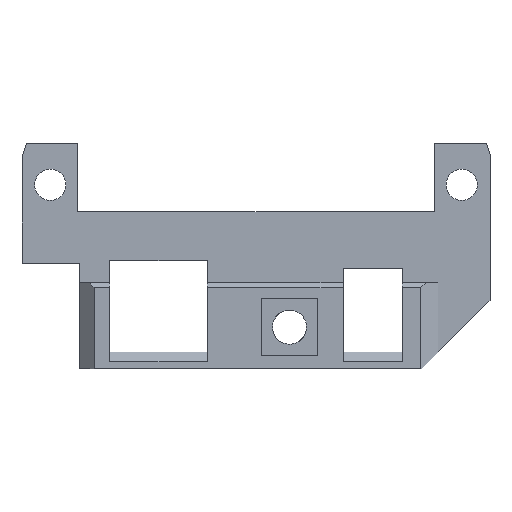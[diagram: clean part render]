
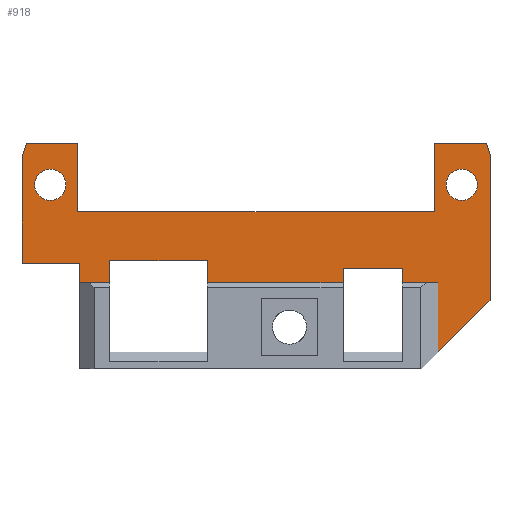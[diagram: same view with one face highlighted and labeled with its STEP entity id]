
A CAD part, top view. The second image highlights one B-rep face of the part: STEP entity #918.
In plain terms, the highlighted planar face has unit normal (0, 0, 1).
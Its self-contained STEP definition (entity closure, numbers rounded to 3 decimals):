
#23=FACE_BOUND('',#94,.T.);
#24=FACE_BOUND('',#95,.T.);
#32=CIRCLE('',#969,1.6);
#33=CIRCLE('',#970,1.6);
#43=FACE_OUTER_BOUND('',#93,.T.);
#93=EDGE_LOOP('',(#682,#683,#684,#685,#686,#687,#688,#689,#690,#691,#692,
#693,#694,#695,#696,#697,#698,#699,#700,#701,#702,#703));
#94=EDGE_LOOP('',(#704));
#95=EDGE_LOOP('',(#705));
#189=LINE('',#1352,#314);
#193=LINE('',#1360,#318);
#195=LINE('',#1364,#320);
#196=LINE('',#1366,#321);
#197=LINE('',#1368,#322);
#198=LINE('',#1370,#323);
#199=LINE('',#1372,#324);
#200=LINE('',#1374,#325);
#201=LINE('',#1376,#326);
#202=LINE('',#1378,#327);
#203=LINE('',#1380,#328);
#204=LINE('',#1382,#329);
#205=LINE('',#1384,#330);
#206=LINE('',#1386,#331);
#207=LINE('',#1388,#332);
#208=LINE('',#1390,#333);
#209=LINE('',#1392,#334);
#210=LINE('',#1394,#335);
#211=LINE('',#1395,#336);
#212=LINE('',#1397,#337);
#213=LINE('',#1399,#338);
#214=LINE('',#1400,#339);
#314=VECTOR('',#1083,10.);
#318=VECTOR('',#1089,10.);
#320=VECTOR('',#1093,1000.);
#321=VECTOR('',#1094,1000.);
#322=VECTOR('',#1095,1000.);
#323=VECTOR('',#1096,1000.);
#324=VECTOR('',#1097,10.);
#325=VECTOR('',#1098,1000.);
#326=VECTOR('',#1099,1000.);
#327=VECTOR('',#1100,1000.);
#328=VECTOR('',#1101,1000.);
#329=VECTOR('',#1102,1000.);
#330=VECTOR('',#1103,1000.);
#331=VECTOR('',#1104,1000.);
#332=VECTOR('',#1105,1000.);
#333=VECTOR('',#1106,10.);
#334=VECTOR('',#1107,1000.);
#335=VECTOR('',#1108,10.);
#336=VECTOR('',#1109,10.);
#337=VECTOR('',#1110,1000.);
#338=VECTOR('',#1111,10.);
#339=VECTOR('',#1112,10.);
#435=VERTEX_POINT('',#1349);
#436=VERTEX_POINT('',#1351);
#438=VERTEX_POINT('',#1357);
#439=VERTEX_POINT('',#1359);
#440=VERTEX_POINT('',#1363);
#441=VERTEX_POINT('',#1365);
#442=VERTEX_POINT('',#1367);
#443=VERTEX_POINT('',#1369);
#444=VERTEX_POINT('',#1371);
#445=VERTEX_POINT('',#1373);
#446=VERTEX_POINT('',#1375);
#447=VERTEX_POINT('',#1377);
#448=VERTEX_POINT('',#1379);
#449=VERTEX_POINT('',#1381);
#450=VERTEX_POINT('',#1383);
#451=VERTEX_POINT('',#1385);
#452=VERTEX_POINT('',#1387);
#453=VERTEX_POINT('',#1389);
#454=VERTEX_POINT('',#1391);
#455=VERTEX_POINT('',#1393);
#456=VERTEX_POINT('',#1396);
#457=VERTEX_POINT('',#1398);
#458=VERTEX_POINT('',#1401);
#459=VERTEX_POINT('',#1403);
#531=EDGE_CURVE('',#435,#436,#189,.T.);
#535=EDGE_CURVE('',#439,#438,#193,.T.);
#537=EDGE_CURVE('',#438,#440,#195,.T.);
#538=EDGE_CURVE('',#440,#441,#196,.T.);
#539=EDGE_CURVE('',#442,#441,#197,.T.);
#540=EDGE_CURVE('',#442,#443,#198,.T.);
#541=EDGE_CURVE('',#444,#443,#199,.F.);
#542=EDGE_CURVE('',#445,#444,#200,.T.);
#543=EDGE_CURVE('',#446,#445,#201,.T.);
#544=EDGE_CURVE('',#447,#446,#202,.T.);
#545=EDGE_CURVE('',#448,#447,#203,.T.);
#546=EDGE_CURVE('',#449,#448,#204,.T.);
#547=EDGE_CURVE('',#450,#449,#205,.T.);
#548=EDGE_CURVE('',#450,#451,#206,.T.);
#549=EDGE_CURVE('',#451,#452,#207,.T.);
#550=EDGE_CURVE('',#452,#453,#208,.T.);
#551=EDGE_CURVE('',#453,#454,#209,.T.);
#552=EDGE_CURVE('',#454,#455,#210,.T.);
#553=EDGE_CURVE('',#455,#436,#211,.T.);
#554=EDGE_CURVE('',#435,#456,#212,.T.);
#555=EDGE_CURVE('',#456,#457,#213,.T.);
#556=EDGE_CURVE('',#457,#439,#214,.T.);
#557=EDGE_CURVE('',#458,#458,#32,.T.);
#558=EDGE_CURVE('',#459,#459,#33,.T.);
#682=ORIENTED_EDGE('',*,*,#535,.T.);
#683=ORIENTED_EDGE('',*,*,#537,.T.);
#684=ORIENTED_EDGE('',*,*,#538,.T.);
#685=ORIENTED_EDGE('',*,*,#539,.F.);
#686=ORIENTED_EDGE('',*,*,#540,.T.);
#687=ORIENTED_EDGE('',*,*,#541,.F.);
#688=ORIENTED_EDGE('',*,*,#542,.F.);
#689=ORIENTED_EDGE('',*,*,#543,.F.);
#690=ORIENTED_EDGE('',*,*,#544,.F.);
#691=ORIENTED_EDGE('',*,*,#545,.F.);
#692=ORIENTED_EDGE('',*,*,#546,.F.);
#693=ORIENTED_EDGE('',*,*,#547,.F.);
#694=ORIENTED_EDGE('',*,*,#548,.T.);
#695=ORIENTED_EDGE('',*,*,#549,.T.);
#696=ORIENTED_EDGE('',*,*,#550,.T.);
#697=ORIENTED_EDGE('',*,*,#551,.T.);
#698=ORIENTED_EDGE('',*,*,#552,.T.);
#699=ORIENTED_EDGE('',*,*,#553,.T.);
#700=ORIENTED_EDGE('',*,*,#531,.F.);
#701=ORIENTED_EDGE('',*,*,#554,.T.);
#702=ORIENTED_EDGE('',*,*,#555,.T.);
#703=ORIENTED_EDGE('',*,*,#556,.T.);
#704=ORIENTED_EDGE('',*,*,#557,.F.);
#705=ORIENTED_EDGE('',*,*,#558,.F.);
#876=PLANE('',#968);
#918=ADVANCED_FACE('',(#43,#23,#24),#876,.F.);
#968=AXIS2_PLACEMENT_3D('',#1362,#1091,#1092);
#969=AXIS2_PLACEMENT_3D('',#1402,#1113,#1114);
#970=AXIS2_PLACEMENT_3D('',#1404,#1115,#1116);
#1083=DIRECTION('',(0.,1.,0.));
#1089=DIRECTION('',(0.,-1.,0.));
#1091=DIRECTION('center_axis',(0.,0.,-1.));
#1092=DIRECTION('ref_axis',(0.,1.,0.));
#1093=DIRECTION('',(1.,0.,0.));
#1094=DIRECTION('',(0.,-1.,0.));
#1095=DIRECTION('',(-0.707,-0.707,0.));
#1096=DIRECTION('',(0.,1.,0.));
#1097=DIRECTION('',(-0.291,0.957,0.));
#1098=DIRECTION('',(1.,0.,0.));
#1099=DIRECTION('',(0.,1.,0.));
#1100=DIRECTION('',(1.,0.,0.));
#1101=DIRECTION('',(0.,-1.,0.));
#1102=DIRECTION('',(1.,0.,0.));
#1103=DIRECTION('',(0.291,0.957,0.));
#1104=DIRECTION('',(0.,-1.,0.));
#1105=DIRECTION('',(1.,0.,0.));
#1106=DIRECTION('',(0.,-1.,0.));
#1107=DIRECTION('',(1.,0.,0.));
#1108=DIRECTION('',(0.,1.,0.));
#1109=DIRECTION('',(1.,0.,0.));
#1110=DIRECTION('',(1.,0.,0.));
#1111=DIRECTION('',(0.,1.,0.));
#1112=DIRECTION('',(1.,0.,0.));
#1113=DIRECTION('center_axis',(0.,0.,
1.));
#1114=DIRECTION('ref_axis',(-1.,0.,0.));
#1115=DIRECTION('center_axis',(0.,0.,
1.));
#1116=DIRECTION('ref_axis',(-1.,0.,0.));
#1349=CARTESIAN_POINT('',(12.878,0.713,6.324));
#1351=CARTESIAN_POINT('',(12.878,2.981,6.324));
#1352=CARTESIAN_POINT('',(12.878,11.304,6.324));
#1357=CARTESIAN_POINT('',(32.878,0.713,6.324));
#1359=CARTESIAN_POINT('',(32.878,2.164,6.324));
#1360=CARTESIAN_POINT('',(32.878,10.388,6.324));
#1362=CARTESIAN_POINT('Origin',(17.878,22.394,6.324));
#1363=CARTESIAN_POINT('',(36.531,0.713,6.324));
#1364=CARTESIAN_POINT('',(15.378,0.713,6.324));
#1365=CARTESIAN_POINT('',(36.531,-6.453,6.324));
#1366=CARTESIAN_POINT('',(36.531,11.554,6.324));
#1367=CARTESIAN_POINT('',(41.878,-1.106,6.324));
#1368=CARTESIAN_POINT('',(40.003,-2.981,6.324));
#1369=CARTESIAN_POINT('',(41.878,13.861,6.324));
#1370=CARTESIAN_POINT('',(41.878,13.113,6.324));
#1371=CARTESIAN_POINT('',(41.522,15.032,6.324));
#1372=CARTESIAN_POINT('',(40.414,18.681,6.324));
#1373=CARTESIAN_POINT('',(36.178,15.032,6.324));
#1374=CARTESIAN_POINT('',(28.266,15.032,6.324));
#1375=CARTESIAN_POINT('',(36.178,7.981,6.324));
#1376=CARTESIAN_POINT('',(36.178,15.025,6.324));
#1377=CARTESIAN_POINT('',(-0.422,7.981,6.324));
#1378=CARTESIAN_POINT('',(17.878,7.981,6.324));
#1379=CARTESIAN_POINT('',(-0.422,15.032,6.324));
#1380=CARTESIAN_POINT('',(-0.422,15.025,6.324));
#1381=CARTESIAN_POINT('',(-5.675,15.032,6.324));
#1382=CARTESIAN_POINT('',(7.49,15.032,6.324));
#1383=CARTESIAN_POINT('',(-6.122,13.561,6.324));
#1384=CARTESIAN_POINT('',(-3.462,22.318,6.324));
#1385=CARTESIAN_POINT('',(-6.122,2.713,6.324));
#1386=CARTESIAN_POINT('',(-6.122,13.113,6.324));
#1387=CARTESIAN_POINT('',(-0.222,2.713,6.324));
#1388=CARTESIAN_POINT('',(6.878,2.713,6.324));
#1389=CARTESIAN_POINT('',(-0.222,0.713,6.324));
#1390=CARTESIAN_POINT('',(-0.222,9.974,6.324));
#1391=CARTESIAN_POINT('',(2.878,0.713,6.324));
#1392=CARTESIAN_POINT('',(15.378,0.713,6.324));
#1393=CARTESIAN_POINT('',(2.878,2.981,6.324));
#1394=CARTESIAN_POINT('',(2.878,10.304,6.324));
#1395=CARTESIAN_POINT('',(10.878,2.981,6.324));
#1396=CARTESIAN_POINT('',(26.816,0.713,6.324));
#1397=CARTESIAN_POINT('',(15.378,0.713,6.324));
#1398=CARTESIAN_POINT('',(26.816,2.164,6.324));
#1399=CARTESIAN_POINT('',(26.816,11.779,6.324));
#1400=CARTESIAN_POINT('',(24.613,2.164,6.324));
#1401=CARTESIAN_POINT('',(-1.619,10.768,6.324));
#1402=CARTESIAN_POINT('Origin',(-3.219,10.768,6.324));
#1403=CARTESIAN_POINT('',(40.575,10.768,6.324));
#1404=CARTESIAN_POINT('Origin',(38.975,10.768,6.324));
